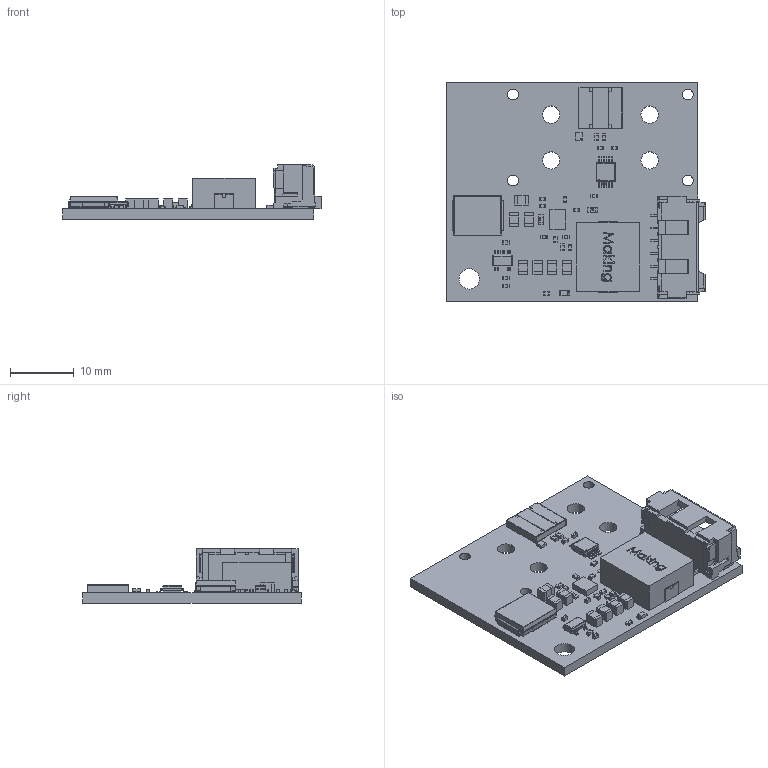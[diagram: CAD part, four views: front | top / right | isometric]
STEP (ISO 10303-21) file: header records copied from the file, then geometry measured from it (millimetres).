
FILE_DESCRIPTION(/* description */ (''),/* implementation_level */ '2;1');
FILE_NAME(/* name */ 'Power Module without Xt60.step',/* time_stamp */ '2024-06-04T17:03:54-06:00',/* author */ (''),/* organization */ (''),/* preprocessor_version */ 'ST-DEVELOPER v20',/* originating_system */ 'Autodesk Translation Framework v13.14.0.145',/* authorisation */ '');
FILE_SCHEMA (('AUTOMOTIVE_DESIGN { 1 0 10303 214 3 1 1 }'));
Length unit declared in the file: millimetre
Products named in the file (79): Power Module without Xt60; BoardARK_PAB_Power_Module; Open CASCADE STEP translator 7.5 1.1.1; U4ARK_PAB_Power_Module; 10799785136; Open CASCADE STEP translator 7.5 2.1; Body; Open CASCADE STEP translator 7.5 2.2.1; ball; U3ARK_PAB_Power_Module; 10799780096; Body (1); Open CASCADE STEP translator 6.8 2.1.1; Leader; U2ARK_PAB_Power_Module; 10638594960; Extruded; U1ARK_PAB_Power_Module; SOP10P50_300X490X110L55X22N; R12ARK_PAB_Power_Module; R11ARK_PAB_Power_Module; R10ARK_PAB_Power_Module; R9ARK_PAB_Power_Module; R8ARK_PAB_Power_Module; R7ARK_PAB_Power_Module; R6ARK_PAB_Power_Module; R4ARK_PAB_Power_Module; 6688709872; Extruded (3); 6688710032; Extruded (4); R3ARK_PAB_Power_Module; R2ARK_PAB_Power_Module; RESC681X645X124L216N; R1ARK_PAB_Power_Module; 6688714512; Extruded (1); 6688714752; Extruded (2); L1ARK_PAB_Power_Module ...
Assembly tree (137 placements, depth 5):
  Power Module without Xt60
    BoardARK_PAB_Power_Module
      Open CASCADE STEP translator 7.5 1.1.1
    U4ARK_PAB_Power_Module
      10799785136
        Open CASCADE STEP translator 7.5 2.1
        Body
          Open CASCADE STEP translator 7.5 2.2.1
        ball  x4
    U3ARK_PAB_Power_Module
      10799780096
        Body (1)
          Open CASCADE STEP translator 6.8 2.1.1
        Leader  x5
    U2ARK_PAB_Power_Module
      10638594960
        Extruded
    U1ARK_PAB_Power_Module
      SOP10P50_300X490X110L55X22N
    R12ARK_PAB_Power_Module
      6688714512
        Extruded (1)
      6688714752  x2
        Extruded (2)
    R11ARK_PAB_Power_Module
      6688709872
        Extruded (3)
      6688710032  x2
        Extruded (4)
    R10ARK_PAB_Power_Module
      6688709872
        Extruded (3)
      6688710032  x2
        Extruded (4)
    R9ARK_PAB_Power_Module
      6688709872
        Extruded (3)
      6688710032  x2
        Extruded (4)
    R8ARK_PAB_Power_Module
      6688714512
        Extruded (1)
      6688714752  x2
        Extruded (2)
    R7ARK_PAB_Power_Module
      6688709872
        Extruded (3)
      6688710032  x2
        Extruded (4)
    R6ARK_PAB_Power_Module
      6688709872
        Extruded (3)
      6688710032  x2
        Extruded (4)
    R4ARK_PAB_Power_Module
      6688709872
        Extruded (3)
      6688710032  x2
        Extruded (4)
    R3ARK_PAB_Power_Module
Bounding box: 40.5 x 34.3 x 8.51 mm (x, y, z)
Volume: 3201.6 mm3; surface area: 5219 mm2
Topology: 95 solids, 96 shells, 2254 faces, 5425 edges, 3213 vertices
Faces by surface type: plane 1500, cylinder 449, sphere 180, bspline 125
Full cylindrical faces by diameter (mm): 0.133 x1, 0.22 x1, 1.7 x4, 2.7 x4, 3.2 x1
Entity records: 49710 total; most frequent: CARTESIAN_POINT 13659, ORIENTED_EDGE 7209, DIRECTION 6893, EDGE_CURVE 3605, LINE 2991, VECTOR 2991, VERTEX_POINT 2273, AXIS2_PLACEMENT_3D 1951
